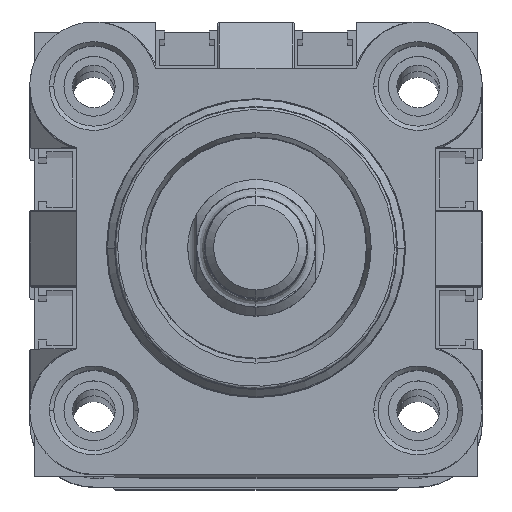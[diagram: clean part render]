
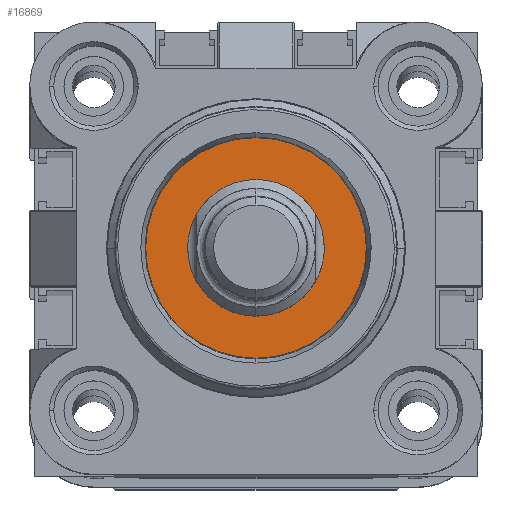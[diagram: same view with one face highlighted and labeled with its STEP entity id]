
A CAD part, top view. The second image highlights one B-rep face of the part: STEP entity #16869.
In plain terms, the highlighted face is planar.
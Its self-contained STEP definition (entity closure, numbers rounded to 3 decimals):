
#170 = EDGE_CURVE ( 'NONE', #19544, #21202, #19939, .T. ) ;
#2041 = DIRECTION ( 'NONE',  ( 0., 0., -1. ) ) ;
#2061 = PLANE ( 'NONE',  #26088 ) ;
#2164 = CARTESIAN_POINT ( 'NONE',  ( 29., 21., -18.5 ) ) ;
#3495 = CARTESIAN_POINT ( 'NONE',  ( 21., 33.918, -18.5 ) ) ;
#3545 = CIRCLE ( 'NONE', #18044, 8. ) ;
#3646 = EDGE_CURVE ( 'NONE', #21181, #26169, #25788, .T. ) ;
#4134 = DIRECTION ( 'NONE',  ( -1., 0., 0. ) ) ;
#4951 = EDGE_CURVE ( 'NONE', #21202, #19544, #3545, .T. ) ;
#5281 = DIRECTION ( 'NONE',  ( 0., 0., -1. ) ) ;
#6491 = AXIS2_PLACEMENT_3D ( 'NONE', #14230, #2041, #16250 ) ;
#6624 = EDGE_LOOP ( 'NONE', ( #12628, #21304 ) ) ;
#7545 = CIRCLE ( 'NONE', #6491, 12.918 ) ;
#8073 = FACE_OUTER_BOUND ( 'NONE', #25611, .T. ) ;
#9636 = EDGE_CURVE ( 'NONE', #26169, #21181, #7545, .T. ) ;
#10928 = ORIENTED_EDGE ( 'NONE', *, *, #9636, .T. ) ;
#11663 = CARTESIAN_POINT ( 'NONE',  ( 13., 21., -18.5 ) ) ;
#12108 = DIRECTION ( 'NONE',  ( 0., 0., -1. ) ) ;
#12628 = ORIENTED_EDGE ( 'NONE', *, *, #4951, .F. ) ;
#14230 = CARTESIAN_POINT ( 'NONE',  ( 21., 21., -18.5 ) ) ;
#14247 = CARTESIAN_POINT ( 'NONE',  ( 34.073, 7.927, -18.5 ) ) ;
#14656 = AXIS2_PLACEMENT_3D ( 'NONE', #24209, #12108, #26254 ) ;
#14805 = CARTESIAN_POINT ( 'NONE',  ( 21., 8.082, -18.5 ) ) ;
#16250 = DIRECTION ( 'NONE',  ( 0., 1., 0. ) ) ;
#16270 = DIRECTION ( 'NONE',  ( 0., 0., -1. ) ) ;
#16702 = CARTESIAN_POINT ( 'NONE',  ( 21., 21., -18.5 ) ) ;
#16869 = ADVANCED_FACE ( 'NONE', ( #23583, #8073 ), #2061, .T. ) ;
#17429 = CARTESIAN_POINT ( 'NONE',  ( 21., 21., -18.5 ) ) ;
#18044 = AXIS2_PLACEMENT_3D ( 'NONE', #17429, #5281, #19450 ) ;
#18643 = DIRECTION ( 'NONE',  ( 0., 0., -1. ) ) ;
#19018 = DIRECTION ( 'NONE',  ( -1., 0., 0. ) ) ;
#19450 = DIRECTION ( 'NONE',  ( -1., 0., 0. ) ) ;
#19544 = VERTEX_POINT ( 'NONE', #2164 ) ;
#19939 = CIRCLE ( 'NONE', #22080, 8. ) ;
#21181 = VERTEX_POINT ( 'NONE', #3495 ) ;
#21202 = VERTEX_POINT ( 'NONE', #11663 ) ;
#21304 = ORIENTED_EDGE ( 'NONE', *, *, #170, .F. ) ;
#22080 = AXIS2_PLACEMENT_3D ( 'NONE', #16702, #18643, #19018 ) ;
#23583 = FACE_BOUND ( 'NONE', #6624, .T. ) ;
#24209 = CARTESIAN_POINT ( 'NONE',  ( 21., 21., -18.5 ) ) ;
#25611 = EDGE_LOOP ( 'NONE', ( #25847, #10928 ) ) ;
#25788 = CIRCLE ( 'NONE', #14656, 12.918 ) ;
#25847 = ORIENTED_EDGE ( 'NONE', *, *, #3646, .T. ) ;
#26088 = AXIS2_PLACEMENT_3D ( 'NONE', #14247, #16270, #4134 ) ;
#26169 = VERTEX_POINT ( 'NONE', #14805 ) ;
#26254 = DIRECTION ( 'NONE',  ( 0., 1., 0. ) ) ;
